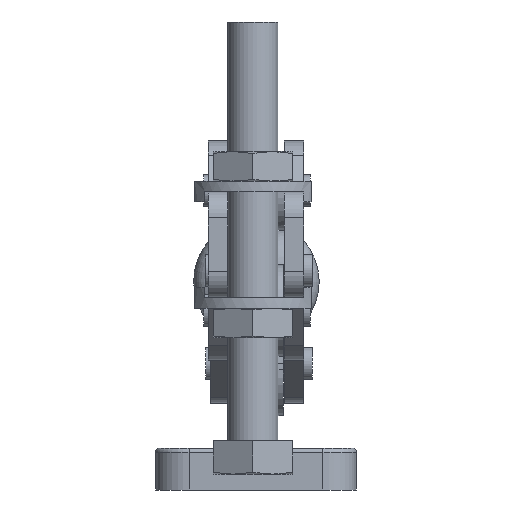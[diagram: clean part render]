
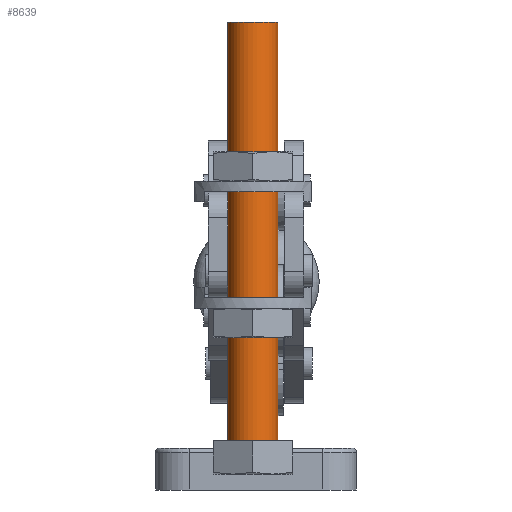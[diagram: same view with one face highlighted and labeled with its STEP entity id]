
A CAD part, left-side view. The second image highlights one B-rep face of the part: STEP entity #8639.
In plain terms, the highlighted cylindrical face has radius 6 mm (diameter 12 mm), a full revolution.
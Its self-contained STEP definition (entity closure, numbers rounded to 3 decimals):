
#955=CYLINDRICAL_SURFACE('',#9519,6.);
#1318=CIRCLE('',#9517,6.);
#1319=CIRCLE('',#9520,6.);
#2568=VERTEX_POINT('',#13636);
#2569=VERTEX_POINT('',#13640);
#3734=EDGE_CURVE('',#2568,#2568,#1318,.T.);
#3735=EDGE_CURVE('',#2569,#2569,#1319,.T.);
#5664=ORIENTED_EDGE('',*,*,#3735,.F.);
#5665=ORIENTED_EDGE('',*,*,#3734,.T.);
#7124=EDGE_LOOP('',(#5664));
#7125=EDGE_LOOP('',(#5665));
#7944=FACE_BOUND('',#7124,.T.);
#7945=FACE_BOUND('',#7125,.T.);
#8639=ADVANCED_FACE('',(#7944,#7945),#955,.T.);
#9517=AXIS2_PLACEMENT_3D('',#13635,#17136,#17137);
#9519=AXIS2_PLACEMENT_3D('',#13638,#17139,#17140);
#9520=AXIS2_PLACEMENT_3D('',#13639,#17141,#17142);
#13635=CARTESIAN_POINT('',(305.947,146.814,-15.143));
#13636=CARTESIAN_POINT('',(299.947,146.814,-15.143));
#13638=CARTESIAN_POINT('',(305.945,146.814,34.857));
#13639=CARTESIAN_POINT('',(305.943,146.814,84.857));
#13640=CARTESIAN_POINT('',(299.943,146.814,84.857));
#17136=DIRECTION('',(0.,0.,1.));
#17137=DIRECTION('',(-6.,0.,0.));
#17139=DIRECTION('',(0.,0.,1.));
#17140=DIRECTION('',(-6.,0.,0.));
#17141=DIRECTION('',(0.,0.,1.));
#17142=DIRECTION('',(-6.,0.,0.));
